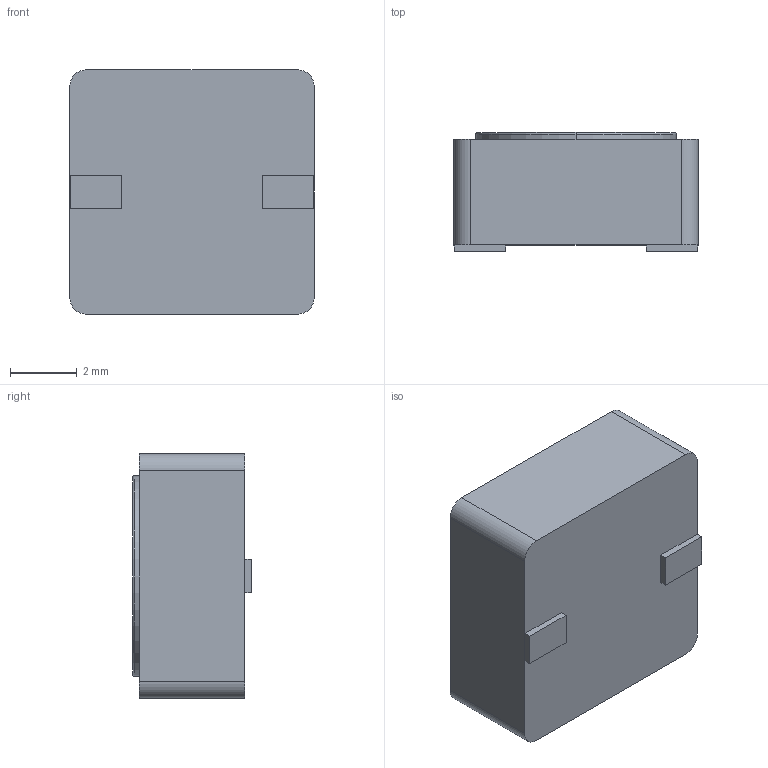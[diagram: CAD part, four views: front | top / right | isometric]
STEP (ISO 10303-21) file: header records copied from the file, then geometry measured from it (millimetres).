
FILE_DESCRIPTION (( 'STEP AP214' ), '1' );
FILE_NAME ('MCSDRH73B.STEP', '2015-06-16T09:53:05', ( '' ), ( '' ), 'SwSTEP 2.0', 'SolidWorks 2014', '' );
FILE_SCHEMA (( 'AUTOMOTIVE_DESIGN' ));
Length unit declared in the file: millimetre
Products named in the file (1): MCSDRH73B
Bounding box: 7.3 x 3.55 x 7.3 mm (x, y, z)
Volume: 172.4 mm3; surface area: 213.4 mm2
Topology: 1 solids, 1 shells, 43 faces, 109 edges, 72 vertices
Faces by surface type: plane 30, cylinder 11, torus 2
Entity records: 1657 total; most frequent: CARTESIAN_POINT 225, DIRECTION 223, ORIENTED_EDGE 218, EDGE_CURVE 109, VECTOR 83, LINE 83, VERTEX_POINT 72, AXIS2_PLACEMENT_3D 70
